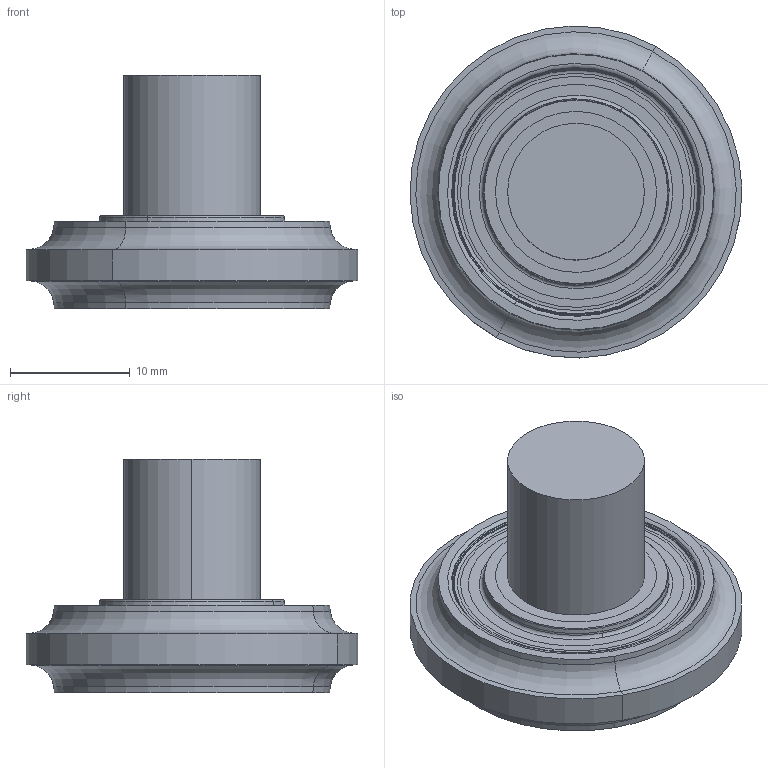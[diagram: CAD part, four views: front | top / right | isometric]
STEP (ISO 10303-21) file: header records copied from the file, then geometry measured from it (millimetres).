
FILE_DESCRIPTION(('CATIA V5 STEP','CAx-IF Rec.Pracs.--- Model Styling and Organization---1.2---2011-12-15'),'2;1');
FILE_NAME('6411392.stp','2017-09-03T11:12:40+00:00',('none'),('none'),'CATIA Version 5 Release 21 SP 5 (IN-10)','CATIA V5 STEP AP214','none');
FILE_SCHEMA(('AUTOMOTIVE_DESIGN { 1 0 10303 214 1 1 1 1 }'));
Length unit declared in the file: millimetre
Products named in the file (1): MM GRIT 28P-2.6-DR2.0 528 
Bounding box: 27.69 x 27.69 x 19.5 mm (x, y, z)
Volume: 4716 mm3; surface area: 2994.2 mm2
Topology: 2 solids, 2 shells, 58 faces, 114 edges, 68 vertices
Faces by surface type: cone 22, plane 12, torus 12, cylinder 8, revolution 4
Entity records: 1435 total; most frequent: CARTESIAN_POINT 312, ORIENTED_EDGE 228, DIRECTION 180, AXIS2_PLACEMENT_3D 114, EDGE_CURVE 114, CIRCLE 80, EDGE_LOOP 68, VERTEX_POINT 68
